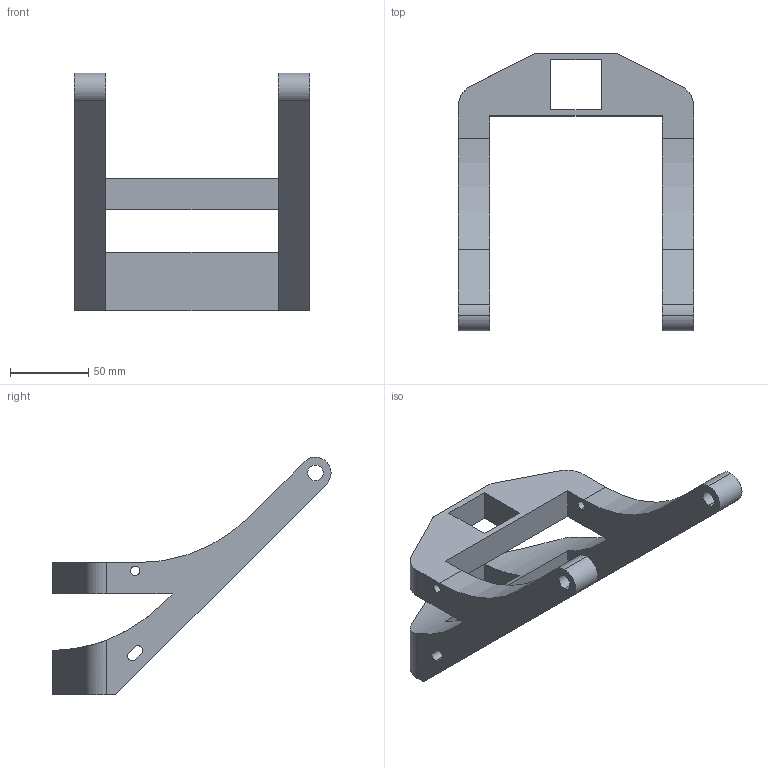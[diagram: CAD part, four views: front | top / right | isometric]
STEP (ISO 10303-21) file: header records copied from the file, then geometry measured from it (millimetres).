
FILE_DESCRIPTION (( 'STEP AP214' ), '1' );
FILE_NAME ('Wheel fork 02.STEP', '2024-05-19T18:45:26', ( '' ), ( '' ), 'SwSTEP 2.0', 'SolidWorks 2020', '' );
FILE_SCHEMA (( 'AUTOMOTIVE_DESIGN' ));
Length unit declared in the file: millimetre
Products named in the file (1): Wheel fork 02
Bounding box: 150 x 177.26 x 151.42 mm (x, y, z)
Volume: 387003.2 mm3; surface area: 77583.9 mm2
Topology: 1 solids, 1 shells, 58 faces, 172 edges, 114 vertices
Faces by surface type: plane 33, cylinder 25
Entity records: 2054 total; most frequent: CARTESIAN_POINT 387, ORIENTED_EDGE 344, DIRECTION 338, EDGE_CURVE 172, VECTOR 116, LINE 116, VERTEX_POINT 114, AXIS2_PLACEMENT_3D 111
